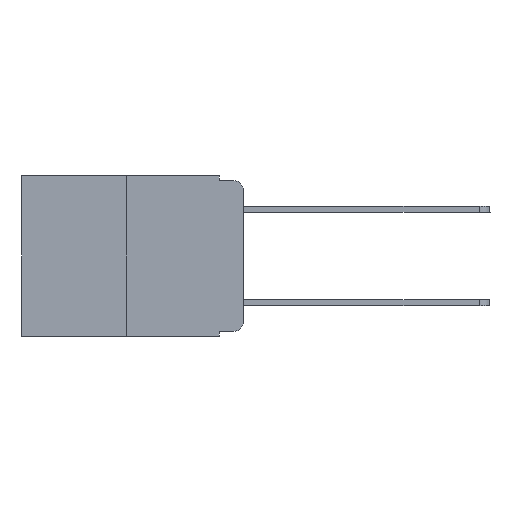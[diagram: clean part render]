
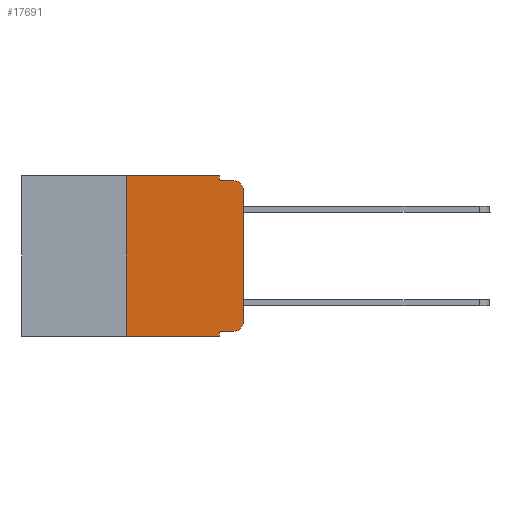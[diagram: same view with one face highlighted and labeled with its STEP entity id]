
A CAD part, left-side view. The second image highlights one B-rep face of the part: STEP entity #17691.
In plain terms, the highlighted planar face has unit normal (-1, 0, 0).
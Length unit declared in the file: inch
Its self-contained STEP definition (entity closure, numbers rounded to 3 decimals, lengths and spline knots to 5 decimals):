
#134 = CARTESIAN_POINT ( 'NONE',  ( 0., 0.051, 0. ) ) ;
#236 = LINE ( 'NONE', #17261, #12120 ) ;
#601 = LINE ( 'NONE', #4196, #12506 ) ;
#1053 = EDGE_CURVE ( 'NONE', #2037, #2726, #6654, .T. ) ;
#1170 = VECTOR ( 'NONE', #15480, 39.37008 ) ;
#1180 = DIRECTION ( 'NONE',  ( 0., 0., 1. ) ) ;
#1455 = EDGE_CURVE ( 'NONE', #14160, #18241, #8368, .T. ) ;
#1671 = CIRCLE ( 'NONE', #2746, 0.02 ) ;
#2037 = VERTEX_POINT ( 'NONE', #11393 ) ;
#2596 = EDGE_CURVE ( 'NONE', #9625, #10886, #236, .T. ) ;
#2726 = VERTEX_POINT ( 'NONE', #8026 ) ;
#2746 = AXIS2_PLACEMENT_3D ( 'NONE', #13014, #9506, #16660 ) ;
#2763 = EDGE_CURVE ( 'NONE', #4910, #2037, #8653, .T. ) ;
#3194 = EDGE_LOOP ( 'NONE', ( #20476, #3306, #12095, #19428, #15579, #4586, #7953, #17882, #12736, #15716 ) ) ;
#3306 = ORIENTED_EDGE ( 'NONE', *, *, #17957, .T. ) ;
#4150 = VECTOR ( 'NONE', #18811, 39.37008 ) ;
#4196 = CARTESIAN_POINT ( 'NONE',  ( 0., 0.473, 0. ) ) ;
#4586 = ORIENTED_EDGE ( 'NONE', *, *, #2596, .F. ) ;
#4744 = CARTESIAN_POINT ( 'NONE',  ( 0., 0.02, -0.333 ) ) ;
#4910 = VERTEX_POINT ( 'NONE', #134 ) ;
#5156 = LINE ( 'NONE', #22570, #10078 ) ;
#5559 = DIRECTION ( 'NONE',  ( 0., -1., 0. ) ) ;
#5667 = VERTEX_POINT ( 'NONE', #23092 ) ;
#6024 = VECTOR ( 'NONE', #6559, 39.37008 ) ;
#6559 = DIRECTION ( 'NONE',  ( 0., 0., -1. ) ) ;
#6600 = CARTESIAN_POINT ( 'NONE',  ( 0., 0.473, 0. ) ) ;
#6654 = LINE ( 'NONE', #13616, #1170 ) ;
#6681 = DIRECTION ( 'NONE',  ( 0., 0., -1. ) ) ;
#6750 = LINE ( 'NONE', #11016, #15469 ) ;
#6912 = PLANE ( 'NONE',  #20586 ) ;
#7573 = VERTEX_POINT ( 'NONE', #16582 ) ;
#7578 = DIRECTION ( 'NONE',  ( 0., 0., -1. ) ) ;
#7953 = ORIENTED_EDGE ( 'NONE', *, *, #20673, .T. ) ;
#8026 = CARTESIAN_POINT ( 'NONE',  ( 0., 0.02, -0.01 ) ) ;
#8285 = VECTOR ( 'NONE', #1180, 39.37008 ) ;
#8368 = CIRCLE ( 'NONE', #16931, 0.02 ) ;
#8653 = LINE ( 'NONE', #10058, #6024 ) ;
#8811 = CARTESIAN_POINT ( 'NONE',  ( 0., 0.25, 0. ) ) ;
#9236 = CARTESIAN_POINT ( 'NONE',  ( 0., 0., 0. ) ) ;
#9506 = DIRECTION ( 'NONE',  ( -1., 0., 0. ) ) ;
#9625 = VERTEX_POINT ( 'NONE', #19633 ) ;
#10058 = CARTESIAN_POINT ( 'NONE',  ( 0., 0.051, 0. ) ) ;
#10078 = VECTOR ( 'NONE', #13446, 39.37008 ) ;
#10886 = VERTEX_POINT ( 'NONE', #8811 ) ;
#11016 = CARTESIAN_POINT ( 'NONE',  ( 0., 0.473, -0.343 ) ) ;
#11393 = CARTESIAN_POINT ( 'NONE',  ( 0., 0.051, -0.01 ) ) ;
#11575 = EDGE_CURVE ( 'NONE', #18241, #5667, #14648, .T. ) ;
#12095 = ORIENTED_EDGE ( 'NONE', *, *, #1053, .F. ) ;
#12120 = VECTOR ( 'NONE', #15391, 39.37008 ) ;
#12506 = VECTOR ( 'NONE', #13509, 39.37008 ) ;
#12736 = ORIENTED_EDGE ( 'NONE', *, *, #20808, .T. ) ;
#13014 = CARTESIAN_POINT ( 'NONE',  ( 0., 0.02, -0.03 ) ) ;
#13119 = CARTESIAN_POINT ( 'NONE',  ( 0., 0.051, -0.333 ) ) ;
#13262 = FACE_OUTER_BOUND ( 'NONE', #3194, .T. ) ;
#13446 = DIRECTION ( 'NONE',  ( 0., 0., -1. ) ) ;
#13509 = DIRECTION ( 'NONE',  ( 0., -1., 0. ) ) ;
#13616 = CARTESIAN_POINT ( 'NONE',  ( 0., 0.051, -0.01 ) ) ;
#14160 = VERTEX_POINT ( 'NONE', #4744 ) ;
#14648 = LINE ( 'NONE', #9236, #8285 ) ;
#14818 = DIRECTION ( 'NONE',  ( -1., 0., 0. ) ) ;
#15315 = EDGE_CURVE ( 'NONE', #7573, #23160, #5156, .T. ) ;
#15391 = DIRECTION ( 'NONE',  ( 0., 0., 1. ) ) ;
#15469 = VECTOR ( 'NONE', #5559, 39.37008 ) ;
#15480 = DIRECTION ( 'NONE',  ( 0., -1., 0. ) ) ;
#15579 = ORIENTED_EDGE ( 'NONE', *, *, #15641, .F. ) ;
#15641 = EDGE_CURVE ( 'NONE', #10886, #4910, #601, .T. ) ;
#15716 = ORIENTED_EDGE ( 'NONE', *, *, #1455, .T. ) ;
#16582 = CARTESIAN_POINT ( 'NONE',  ( 0., 0.051, -0.333 ) ) ;
#16660 = DIRECTION ( 'NONE',  ( 0., 0., -1. ) ) ;
#16931 = AXIS2_PLACEMENT_3D ( 'NONE', #18635, #14818, #7578 ) ;
#17261 = CARTESIAN_POINT ( 'NONE',  ( 0., 0.25, 0. ) ) ;
#17691 = ADVANCED_FACE ( 'NONE', ( #13262 ), #6912, .F. ) ;
#17811 = DIRECTION ( 'NONE',  ( 1., 0., 0. ) ) ;
#17882 = ORIENTED_EDGE ( 'NONE', *, *, #15315, .F. ) ;
#17957 = EDGE_CURVE ( 'NONE', #5667, #2726, #1671, .T. ) ;
#18241 = VERTEX_POINT ( 'NONE', #22997 ) ;
#18635 = CARTESIAN_POINT ( 'NONE',  ( 0., 0.02, -0.313 ) ) ;
#18811 = DIRECTION ( 'NONE',  ( 0., -1., 0. ) ) ;
#19428 = ORIENTED_EDGE ( 'NONE', *, *, #2763, .F. ) ;
#19633 = CARTESIAN_POINT ( 'NONE',  ( 0., 0.25, -0.343 ) ) ;
#20476 = ORIENTED_EDGE ( 'NONE', *, *, #11575, .T. ) ;
#20510 = CARTESIAN_POINT ( 'NONE',  ( 0., 0.051, -0.343 ) ) ;
#20586 = AXIS2_PLACEMENT_3D ( 'NONE', #6600, #17811, #6681 ) ;
#20673 = EDGE_CURVE ( 'NONE', #9625, #23160, #6750, .T. ) ;
#20808 = EDGE_CURVE ( 'NONE', #7573, #14160, #21826, .T. ) ;
#21826 = LINE ( 'NONE', #13119, #4150 ) ;
#22570 = CARTESIAN_POINT ( 'NONE',  ( 0., 0.051, 0. ) ) ;
#22997 = CARTESIAN_POINT ( 'NONE',  ( 0., 0., -0.313 ) ) ;
#23092 = CARTESIAN_POINT ( 'NONE',  ( 0., 0., -0.03 ) ) ;
#23160 = VERTEX_POINT ( 'NONE', #20510 ) ;
